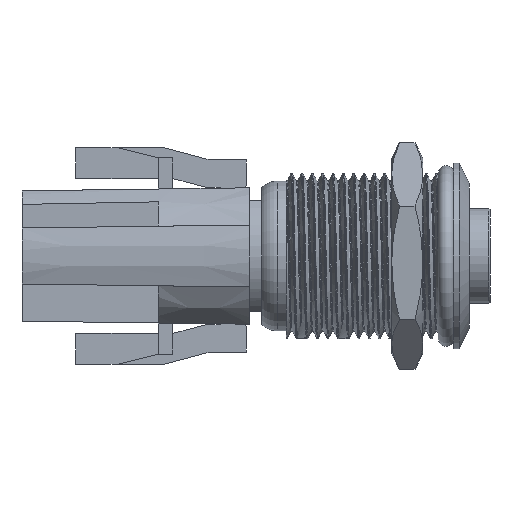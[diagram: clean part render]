
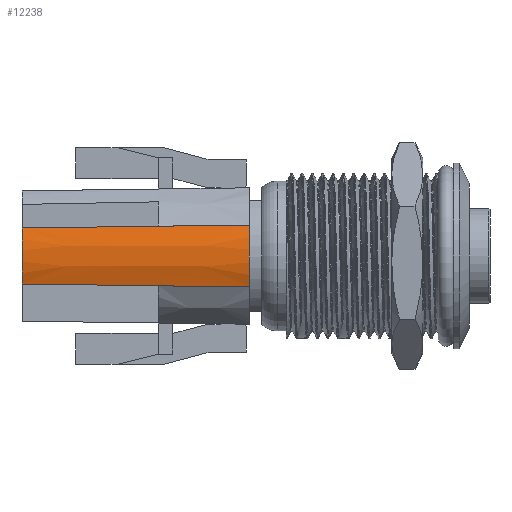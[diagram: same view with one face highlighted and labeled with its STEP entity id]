
A CAD part, front view. The second image highlights one B-rep face of the part: STEP entity #12238.
In plain terms, the highlighted conical face has half-angle 0.75 degrees and reference radius 7.9 mm.
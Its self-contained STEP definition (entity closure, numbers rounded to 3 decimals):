
#84=(
BOUNDED_CURVE()
B_SPLINE_CURVE(2,(#31425,#31426,#31427),.UNSPECIFIED.,.F.,.F.)
B_SPLINE_CURVE_WITH_KNOTS((3,3),(0.226,2.425),
 .UNSPECIFIED.)
CURVE()
GEOMETRIC_REPRESENTATION_ITEM()
RATIONAL_B_SPLINE_CURVE((1.,1.,1.))
REPRESENTATION_ITEM('')
);
#86=(
BOUNDED_CURVE()
B_SPLINE_CURVE(2,(#31435,#31436,#31437),.UNSPECIFIED.,.F.,.F.)
B_SPLINE_CURVE_WITH_KNOTS((3,3),(0.226,2.425),
 .UNSPECIFIED.)
CURVE()
GEOMETRIC_REPRESENTATION_ITEM()
RATIONAL_B_SPLINE_CURVE((1.,1.,1.))
REPRESENTATION_ITEM('')
);
#406=CONICAL_SURFACE('',#13028,7.9,0.013);
#916=CIRCLE('',#12988,7.612);
#925=CIRCLE('',#13018,7.9);
#1571=FACE_OUTER_BOUND('',#2287,.T.);
#2287=EDGE_LOOP('',(#11485,#11486,#11487,#11488));
#6238=VERTEX_POINT('',#31229);
#6239=VERTEX_POINT('',#31231);
#6277=VERTEX_POINT('',#31365);
#6278=VERTEX_POINT('',#31367);
#7945=EDGE_CURVE('',#6238,#6239,#916,.T.);
#8009=EDGE_CURVE('',#6277,#6278,#925,.T.);
#8022=EDGE_CURVE('',#6278,#6238,#84,.T.);
#8025=EDGE_CURVE('',#6277,#6239,#86,.T.);
#11485=ORIENTED_EDGE('',*,*,#7945,.F.);
#11486=ORIENTED_EDGE('',*,*,#8022,.F.);
#11487=ORIENTED_EDGE('',*,*,#8009,.F.);
#11488=ORIENTED_EDGE('',*,*,#8025,.T.);
#12238=ADVANCED_FACE('',(#1571),#406,.T.);
#12988=AXIS2_PLACEMENT_3D('',#31232,#15306,#15307);
#13018=AXIS2_PLACEMENT_3D('',#31368,#15415,#15416);
#13028=AXIS2_PLACEMENT_3D('',#31434,#15441,#15442);
#15306=DIRECTION('center_axis',(-1.,0.,0.));
#15307=DIRECTION('ref_axis',(0.,-0.38,-0.925));
#15415=DIRECTION('center_axis',(1.,0.,0.));
#15416=DIRECTION('ref_axis',(0.,-0.38,-0.925));
#15441=DIRECTION('center_axis',(1.,0.,0.));
#15442=DIRECTION('ref_axis',(0.,-0.38,-0.925));
#31229=CARTESIAN_POINT('',(-22.,2.712,-7.112));
#31231=CARTESIAN_POINT('',(-22.,-2.712,-7.112));
#31232=CARTESIAN_POINT('Origin',(-22.,0.,0.));
#31365=CARTESIAN_POINT('',(0.,-3.,-7.308));
#31367=CARTESIAN_POINT('',(0.,3.,-7.308));
#31368=CARTESIAN_POINT('Origin',(0.,0.,0.));
#31425=CARTESIAN_POINT('Ctrl Pts',(0.,3.,-7.308));
#31426=CARTESIAN_POINT('Ctrl Pts',(-11.149,2.854,-7.21));
#31427=CARTESIAN_POINT('Ctrl Pts',(-22.,2.712,-7.112));
#31434=CARTESIAN_POINT('Origin',(0.,0.,0.));
#31435=CARTESIAN_POINT('Ctrl Pts',(0.,-3.,-7.308));
#31436=CARTESIAN_POINT('Ctrl Pts',(-11.149,-2.854,
-7.21));
#31437=CARTESIAN_POINT('Ctrl Pts',(-22.,-2.712,-7.112));
